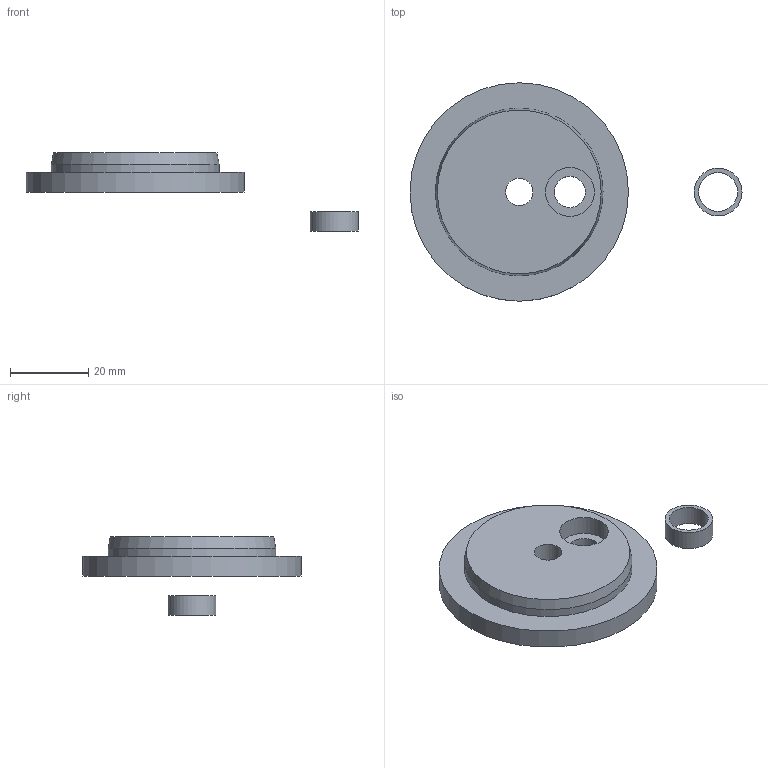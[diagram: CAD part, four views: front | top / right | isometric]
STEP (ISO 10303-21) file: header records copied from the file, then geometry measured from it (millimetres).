
FILE_DESCRIPTION(/* description */ (''),/* implementation_level */ '2;1');
FILE_NAME(/* name */ 'connector cap v26.step',/* time_stamp */ '2022-03-12T16:38:55-05:00',/* author */ (''),/* organization */ (''),/* preprocessor_version */ 'ST-DEVELOPER v18.1',/* originating_system */ 'Autodesk Translation Framework v10.13.0.1454',/* authorisation */ '');
FILE_SCHEMA (('AUTOMOTIVE_DESIGN { 1 0 10303 214 3 1 1 }'));
Length unit declared in the file: millimetre
Products named in the file (1): (Unsaved)
Bounding box: 85.12 x 56 x 20 mm (x, y, z)
Volume: 17905.4 mm3; surface area: 7336.8 mm2
Topology: 2 solids, 2 shells, 20 faces, 32 edges, 21 vertices
Faces by surface type: cylinder 10, plane 9, cone 1
Full cylindrical faces by diameter (mm): 7 x1, 8 x2, 10 x1, 11 x1, 12.25 x1, 12.5 x1, 13.279 x1, 43 x1, 56 x1
Entity records: 513 total; most frequent: DIRECTION 95, CARTESIAN_POINT 74, ORIENTED_EDGE 64, AXIS2_PLACEMENT_3D 42, EDGE_CURVE 32, EDGE_LOOP 31, CIRCLE 21, VERTEX_POINT 21
